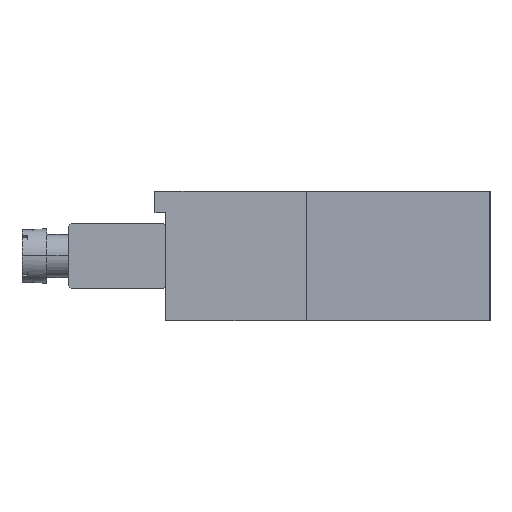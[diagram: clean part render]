
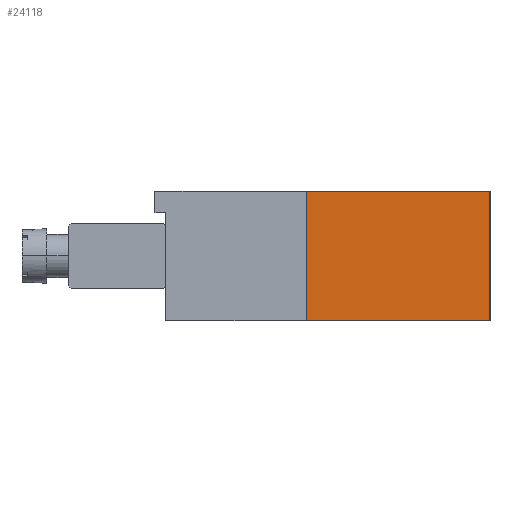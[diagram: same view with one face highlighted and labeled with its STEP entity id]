
A CAD part, left-side view. The second image highlights one B-rep face of the part: STEP entity #24118.
In plain terms, the highlighted planar face has unit normal (-0.62, -0.784, 0).
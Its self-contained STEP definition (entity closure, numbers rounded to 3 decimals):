
#19 = ORIENTED_EDGE ( 'NONE', *, *, #325, .T. ) ;
#132 = LINE ( 'NONE', #22932, #16565 ) ;
#325 = EDGE_CURVE ( 'NONE', #9483, #24024, #10949, .T. ) ;
#457 = DIRECTION ( 'NONE',  ( 0.784, -0.62, 0. ) ) ;
#561 = CARTESIAN_POINT ( 'NONE',  ( -21.5, -30., -12. ) ) ;
#1589 = VERTEX_POINT ( 'NONE', #21225 ) ;
#2548 = ORIENTED_EDGE ( 'NONE', *, *, #9155, .T. ) ;
#3243 = ORIENTED_EDGE ( 'NONE', *, *, #12685, .F. ) ;
#3983 = FACE_OUTER_BOUND ( 'NONE', #26035, .T. ) ;
#4406 = ORIENTED_EDGE ( 'NONE', *, *, #13166, .F. ) ;
#5170 = DIRECTION ( 'NONE',  ( 0., 0., 1. ) ) ;
#5696 = VERTEX_POINT ( 'NONE', #23858 ) ;
#9155 = EDGE_CURVE ( 'NONE', #5696, #9483, #132, .T. ) ;
#9483 = VERTEX_POINT ( 'NONE', #561 ) ;
#10605 = DIRECTION ( 'NONE',  ( 0.784, -0.62, 0. ) ) ;
#10898 = CARTESIAN_POINT ( 'NONE',  ( -21.5, -30., 0. ) ) ;
#10949 = LINE ( 'NONE', #20140, #16625 ) ;
#12685 = EDGE_CURVE ( 'NONE', #1589, #24024, #16285, .T. ) ;
#13166 = EDGE_CURVE ( 'NONE', #5696, #1589, #16262, .T. ) ;
#13308 = DIRECTION ( 'NONE',  ( -0.62, -0.784, 0. ) ) ;
#13926 = CARTESIAN_POINT ( 'NONE',  ( -43., -13., -12. ) ) ;
#15575 = VECTOR ( 'NONE', #20265, 1000. ) ;
#16262 = LINE ( 'NONE', #13926, #15575 ) ;
#16285 = LINE ( 'NONE', #25562, #27601 ) ;
#16522 = DIRECTION ( 'NONE',  ( 0.784, -0.62, 0. ) ) ;
#16565 = VECTOR ( 'NONE', #16522, 1000. ) ;
#16625 = VECTOR ( 'NONE', #5170, 1000. ) ;
#20140 = CARTESIAN_POINT ( 'NONE',  ( -21.5, -30., -12. ) ) ;
#20265 = DIRECTION ( 'NONE',  ( 0., 0., 1. ) ) ;
#21225 = CARTESIAN_POINT ( 'NONE',  ( -43., -13., 0. ) ) ;
#22932 = CARTESIAN_POINT ( 'NONE',  ( -21.5, -30., -12. ) ) ;
#23469 = AXIS2_PLACEMENT_3D ( 'NONE', #26027, #13308, #457 ) ;
#23858 = CARTESIAN_POINT ( 'NONE',  ( -43., -13., -12. ) ) ;
#24024 = VERTEX_POINT ( 'NONE', #10898 ) ;
#24118 = ADVANCED_FACE ( 'NONE', ( #3983 ), #25939, .T. ) ;
#25562 = CARTESIAN_POINT ( 'NONE',  ( -21.5, -30., 0. ) ) ;
#25939 = PLANE ( 'NONE',  #23469 ) ;
#26027 = CARTESIAN_POINT ( 'NONE',  ( -21.5, -30., -12. ) ) ;
#26035 = EDGE_LOOP ( 'NONE', ( #3243, #4406, #2548, #19 ) ) ;
#27601 = VECTOR ( 'NONE', #10605, 1000. ) ;
